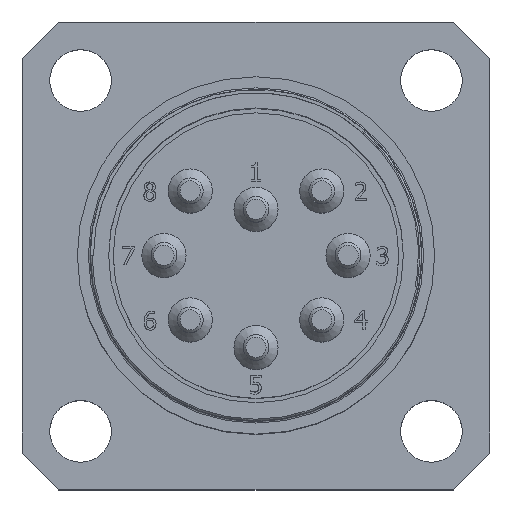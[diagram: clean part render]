
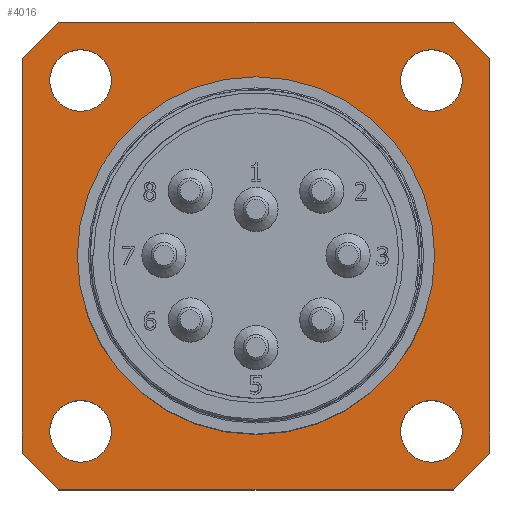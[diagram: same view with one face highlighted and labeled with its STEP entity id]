
A CAD part, top view. The second image highlights one B-rep face of the part: STEP entity #4016.
In plain terms, the highlighted planar face has unit normal (0, 0, 1).
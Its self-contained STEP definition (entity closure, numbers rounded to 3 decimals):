
#547=FACE_BOUND($,#990,.T.);
#548=FACE_BOUND($,#991,.T.);
#549=FACE_BOUND($,#992,.T.);
#550=FACE_BOUND($,#993,.T.);
#551=FACE_BOUND($,#994,.T.);
#656=CIRCLE($,#4274,19.4);
#657=CIRCLE($,#4275,3.35);
#658=CIRCLE($,#4276,3.35);
#659=CIRCLE($,#4277,3.35);
#660=CIRCLE($,#4278,3.35);
#743=FACE_OUTER_BOUND($,#989,.T.);
#989=EDGE_LOOP($,(#2850,#2851,#2852,#2853,#2854,#2855,#2856,#2857));
#990=EDGE_LOOP($,(#2858));
#991=EDGE_LOOP($,(#2859));
#992=EDGE_LOOP($,(#2860));
#993=EDGE_LOOP($,(#2861));
#994=EDGE_LOOP($,(#2862));
#1329=LINE($,#5299,#1609);
#1335=LINE($,#5310,#1615);
#1342=LINE($,#5336,#1622);
#1345=LINE($,#5341,#1625);
#1347=LINE($,#5345,#1627);
#1348=LINE($,#5347,#1628);
#1349=LINE($,#5348,#1629);
#1350=LINE($,#5349,#1630);
#1609=VECTOR($,#4517,5.657);
#1615=VECTOR($,#4525,42.8);
#1622=VECTOR($,#4546,5.657);
#1625=VECTOR($,#4551,42.8);
#1627=VECTOR($,#4555,5.657);
#1628=VECTOR($,#4556,42.8);
#1629=VECTOR($,#4557,5.657);
#1630=VECTOR($,#4558,42.8);
#1889=VERTEX_POINT($,#5297);
#1890=VERTEX_POINT($,#5298);
#1894=VERTEX_POINT($,#5308);
#1905=VERTEX_POINT($,#5334);
#1906=VERTEX_POINT($,#5335);
#1907=VERTEX_POINT($,#5340);
#1908=VERTEX_POINT($,#5344);
#1909=VERTEX_POINT($,#5346);
#1910=VERTEX_POINT($,#5350);
#1911=VERTEX_POINT($,#5352);
#1912=VERTEX_POINT($,#5354);
#1913=VERTEX_POINT($,#5356);
#1914=VERTEX_POINT($,#5358);
#2278=EDGE_CURVE($,#1889,#1890,#1329,.T.);
#2284=EDGE_CURVE($,#1894,#1889,#1335,.T.);
#2296=EDGE_CURVE($,#1905,#1906,#1342,.T.);
#2299=EDGE_CURVE($,#1906,#1907,#1345,.T.);
#2301=EDGE_CURVE($,#1908,#1894,#1347,.T.);
#2302=EDGE_CURVE($,#1909,#1908,#1348,.T.);
#2303=EDGE_CURVE($,#1907,#1909,#1349,.T.);
#2304=EDGE_CURVE($,#1890,#1905,#1350,.T.);
#2305=EDGE_CURVE($,#1910,#1910,#656,.T.);
#2306=EDGE_CURVE($,#1911,#1911,#657,.T.);
#2307=EDGE_CURVE($,#1912,#1912,#658,.T.);
#2308=EDGE_CURVE($,#1913,#1913,#659,.T.);
#2309=EDGE_CURVE($,#1914,#1914,#660,.T.);
#2850=ORIENTED_EDGE($,*,*,#2278,.F.);
#2851=ORIENTED_EDGE($,*,*,#2284,.F.);
#2852=ORIENTED_EDGE($,*,*,#2301,.F.);
#2853=ORIENTED_EDGE($,*,*,#2302,.F.);
#2854=ORIENTED_EDGE($,*,*,#2303,.F.);
#2855=ORIENTED_EDGE($,*,*,#2299,.F.);
#2856=ORIENTED_EDGE($,*,*,#2296,.F.);
#2857=ORIENTED_EDGE($,*,*,#2304,.F.);
#2858=ORIENTED_EDGE($,*,*,#2305,.T.);
#2859=ORIENTED_EDGE($,*,*,#2306,.T.);
#2860=ORIENTED_EDGE($,*,*,#2307,.T.);
#2861=ORIENTED_EDGE($,*,*,#2308,.T.);
#2862=ORIENTED_EDGE($,*,*,#2309,.T.);
#3912=PLANE($,#4273);
#4016=ADVANCED_FACE($,(#743,#547,#548,#549,#550,#551),#3912,.T.);
#4273=AXIS2_PLACEMENT_3D($,#5343,#4553,#4554);
#4274=AXIS2_PLACEMENT_3D($,#5351,#4559,#4560);
#4275=AXIS2_PLACEMENT_3D($,#5353,#4561,#4562);
#4276=AXIS2_PLACEMENT_3D($,#5355,#4563,#4564);
#4277=AXIS2_PLACEMENT_3D($,#5357,#4565,#4566);
#4278=AXIS2_PLACEMENT_3D($,#5359,#4567,#4568);
#4517=DIRECTION($,(0.707,0.707,0.));
#4525=DIRECTION($,(0.,1.,0.));
#4546=DIRECTION($,(0.707,-0.707,0.));
#4551=DIRECTION($,(0.,-1.,0.));
#4553=DIRECTION('center_axis',(0.,0.,1.));
#4554=DIRECTION('ref_axis',(1.,0.,0.));
#4555=DIRECTION($,(-0.707,0.707,0.));
#4556=DIRECTION($,(-1.,0.,0.));
#4557=DIRECTION($,(-0.707,-0.707,0.));
#4558=DIRECTION($,(1.,0.,0.));
#4559=DIRECTION('center_axis',(0.,0.,-1.));
#4560=DIRECTION('ref_axis',(-1.,0.,0.));
#4561=DIRECTION('center_axis',(0.,0.,-1.));
#4562=DIRECTION('ref_axis',(-1.,0.,0.));
#4563=DIRECTION('center_axis',(0.,0.,-1.));
#4564=DIRECTION('ref_axis',(0.,-1.,0.));
#4565=DIRECTION('center_axis',(0.,0.,-1.));
#4566=DIRECTION('ref_axis',(1.,0.,0.));
#4567=DIRECTION('center_axis',(0.,0.,-1.));
#4568=DIRECTION('ref_axis',(0.,1.,0.));
#5297=CARTESIAN_POINT('',(-25.4,21.4,22.2));
#5298=CARTESIAN_POINT('',(-21.4,25.4,22.2));
#5299=CARTESIAN_POINT($,(-23.4,23.4,22.2));
#5308=CARTESIAN_POINT('',(-25.4,-21.4,22.2));
#5310=CARTESIAN_POINT($,(-25.4,-25.4,22.2));
#5334=CARTESIAN_POINT('',(21.4,25.4,22.2));
#5335=CARTESIAN_POINT('',(25.4,21.4,22.2));
#5336=CARTESIAN_POINT($,(23.4,23.4,22.2));
#5340=CARTESIAN_POINT('',(25.4,-21.4,22.2));
#5341=CARTESIAN_POINT($,(25.4,25.4,22.2));
#5343=CARTESIAN_POINT('Origin',(0.,0.,22.2));
#5344=CARTESIAN_POINT('',(-21.4,-25.4,22.2));
#5345=CARTESIAN_POINT($,(-23.4,-23.4,22.2));
#5346=CARTESIAN_POINT('',(21.4,-25.4,22.2));
#5347=CARTESIAN_POINT($,(25.4,-25.4,22.2));
#5348=CARTESIAN_POINT($,(23.4,-23.4,22.2));
#5349=CARTESIAN_POINT($,(-25.4,25.4,22.2));
#5350=CARTESIAN_POINT('',(19.4,0.,22.2));
#5351=CARTESIAN_POINT('Origin',(0.,0.,22.2));
#5352=CARTESIAN_POINT('',(-15.699,19.049,22.2));
#5353=CARTESIAN_POINT('Origin',(-19.049,19.049,22.2));
#5354=CARTESIAN_POINT('',(-19.049,-15.699,22.2));
#5355=CARTESIAN_POINT('Origin',(-19.049,-19.049,22.2));
#5356=CARTESIAN_POINT('',(15.699,-19.049,22.2));
#5357=CARTESIAN_POINT('Origin',(19.049,-19.049,22.2));
#5358=CARTESIAN_POINT('',(19.049,15.699,22.2));
#5359=CARTESIAN_POINT('Origin',(19.049,19.049,22.2));
